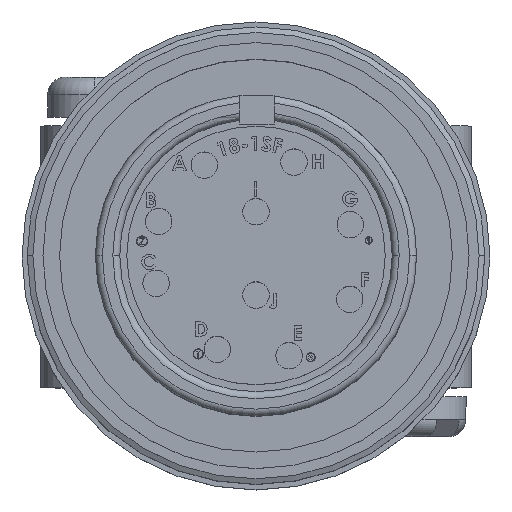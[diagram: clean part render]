
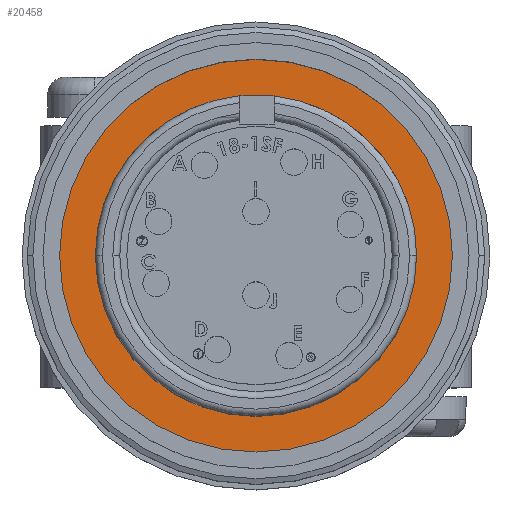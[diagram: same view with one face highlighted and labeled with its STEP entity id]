
A CAD part, top view. The second image highlights one B-rep face of the part: STEP entity #20458.
In plain terms, the highlighted planar face has unit normal (0, 0, 1).
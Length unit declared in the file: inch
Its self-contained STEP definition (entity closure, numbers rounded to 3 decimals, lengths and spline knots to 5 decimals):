
#1209 = EDGE_LOOP ( 'NONE', ( #10384, #10385 ) ) ;
#1262 = EDGE_LOOP ( 'NONE', ( #10386, #10387 ) ) ;
#2857 = CIRCLE ( 'NONE', #6592, 0.5625 ) ;
#2964 = CIRCLE ( 'NONE', #6631, 0.46 ) ;
#2984 = CIRCLE ( 'NONE', #6640, 0.46 ) ;
#2989 = CIRCLE ( 'NONE', #6641, 0.5625 ) ;
#6592 = AXIS2_PLACEMENT_3D ( 'NONE', #19256, #19257, #19258 ) ;
#6631 = AXIS2_PLACEMENT_3D ( 'NONE', #19473, #19474, #19475 ) ;
#6640 = AXIS2_PLACEMENT_3D ( 'NONE', #19530, #19531, #19532 ) ;
#6641 = AXIS2_PLACEMENT_3D ( 'NONE', #19533, #19534, #19535 ) ;
#7032 = AXIS2_PLACEMENT_3D ( 'NONE', #11649, #11659, #11661 ) ;
#7784 = CARTESIAN_POINT ( 'NONE',  ( -0.46, 0., 3.84706 ) ) ;
#7812 = CARTESIAN_POINT ( 'NONE',  ( 0.46, 0., 3.84706 ) ) ;
#10384 = ORIENTED_EDGE ( 'NONE', *, *, #17371, .T. ) ;
#10385 = ORIENTED_EDGE ( 'NONE', *, *, #17390, .T. ) ;
#10386 = ORIENTED_EDGE ( 'NONE', *, *, #17392, .F. ) ;
#10387 = ORIENTED_EDGE ( 'NONE', *, *, #15098, .F. ) ;
#11649 = CARTESIAN_POINT ( 'NONE',  ( -0.5625, 0., 3.84706 ) ) ;
#11655 = PLANE ( 'NONE',  #7032 ) ;
#11659 = DIRECTION ( 'NONE',  ( 0., 0., 1. ) ) ;
#11661 = DIRECTION ( 'NONE',  ( 1., 0., 0. ) ) ;
#15098 = EDGE_CURVE ( 'NONE', #18147, #18009, #2857, .T. ) ;
#16108 = CARTESIAN_POINT ( 'NONE',  ( -0.5625, 0., 3.84706 ) ) ;
#16246 = CARTESIAN_POINT ( 'NONE',  ( 0.5625, 0., 3.84706 ) ) ;
#17371 = EDGE_CURVE ( 'NONE', #22742, #22770, #2964, .T. ) ;
#17390 = EDGE_CURVE ( 'NONE', #22770, #22742, #2984, .T. ) ;
#17392 = EDGE_CURVE ( 'NONE', #18009, #18147, #2989, .T. ) ;
#18009 = VERTEX_POINT ( 'NONE', #16108 ) ;
#18147 = VERTEX_POINT ( 'NONE', #16246 ) ;
#19256 = CARTESIAN_POINT ( 'NONE',  ( 0., 0., 3.84706 ) ) ;
#19257 = DIRECTION ( 'NONE',  ( 0., 0., -1. ) ) ;
#19258 = DIRECTION ( 'NONE',  ( -1., 0., 0. ) ) ;
#19473 = CARTESIAN_POINT ( 'NONE',  ( 0., 0., 3.84706 ) ) ;
#19474 = DIRECTION ( 'NONE',  ( 0., 0., -1. ) ) ;
#19475 = DIRECTION ( 'NONE',  ( -1., 0., 0. ) ) ;
#19530 = CARTESIAN_POINT ( 'NONE',  ( 0., 0., 3.84706 ) ) ;
#19531 = DIRECTION ( 'NONE',  ( 0., 0., -1. ) ) ;
#19532 = DIRECTION ( 'NONE',  ( -1., 0., 0. ) ) ;
#19533 = CARTESIAN_POINT ( 'NONE',  ( 0., 0., 3.84706 ) ) ;
#19534 = DIRECTION ( 'NONE',  ( 0., 0., -1. ) ) ;
#19535 = DIRECTION ( 'NONE',  ( -1., 0., 0. ) ) ;
#20458 = ADVANCED_FACE ( 'NONE', ( #22467, #22478 ), #11655, .T. ) ;
#22467 = FACE_BOUND ( 'NONE', #1209, .T. ) ;
#22478 = FACE_OUTER_BOUND ( 'NONE', #1262, .T. ) ;
#22742 = VERTEX_POINT ( 'NONE', #7784 ) ;
#22770 = VERTEX_POINT ( 'NONE', #7812 ) ;
